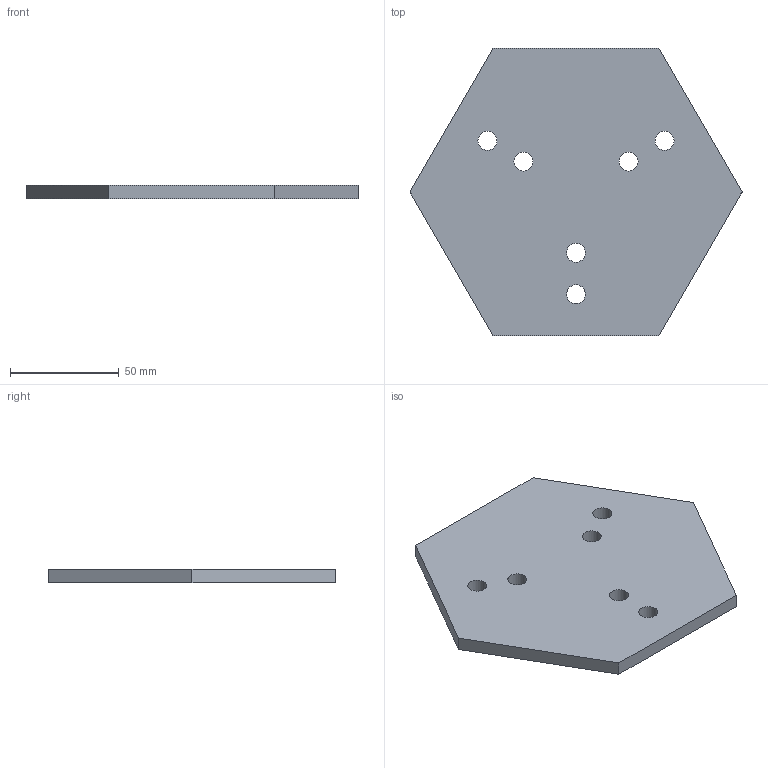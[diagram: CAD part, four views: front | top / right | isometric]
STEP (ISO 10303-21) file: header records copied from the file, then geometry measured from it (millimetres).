
FILE_DESCRIPTION(/* description */ (''),/* implementation_level */ '2;1');
FILE_NAME(/* name */ 'centerPlate (2).stp',/* time_stamp */ '2020-02-13T15:29:55-05:00',/* author */ (''),/* organization */ (''),/* preprocessor_version */ 'ST-DEVELOPER v16.7',/* originating_system */ 'SIEMENS PLM Software NX 1872',/* authorisation */ '');
FILE_SCHEMA (('AUTOMOTIVE_DESIGN { 1 0 10303 214 3 1 1 1 }'));
Length unit declared in the file: inch
Products named in the file (1): centerPlate (2)
Bounding box: 152.4 x 131.98 x 6.35 mm (x, y, z)
Volume: 93512.8 mm3; surface area: 33401 mm2
Topology: 1 solids, 1 shells, 14 faces, 42 edges, 30 vertices
Faces by surface type: plane 8, cylinder 6
Full cylindrical faces by diameter (mm): 8.73 x6
Entity records: 452 total; most frequent: DIRECTION 72, CARTESIAN_POINT 69, ORIENTED_EDGE 60, EDGE_LOOP 32, EDGE_CURVE 30, AXIS2_PLACEMENT_3D 27, FACE_BOUND 26, VERTEX_POINT 24
